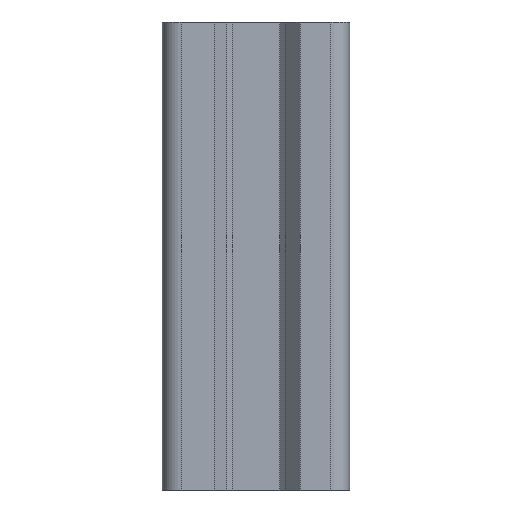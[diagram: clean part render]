
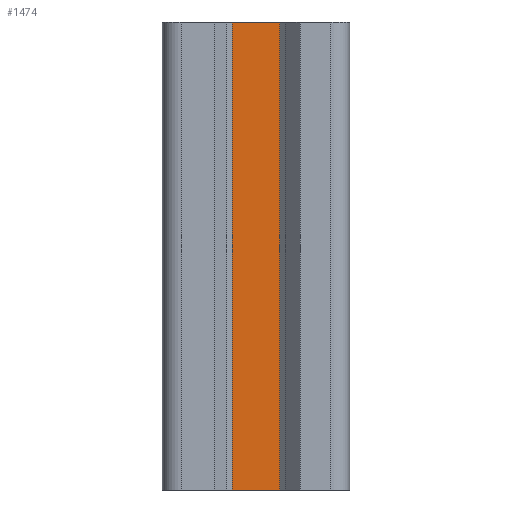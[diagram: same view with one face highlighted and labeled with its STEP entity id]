
A CAD part, left-side view. The second image highlights one B-rep face of the part: STEP entity #1474.
In plain terms, the highlighted planar face has unit normal (-1, 0, 0).
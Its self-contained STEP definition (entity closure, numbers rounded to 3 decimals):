
#80 = EDGE_LOOP ( 'NONE', ( #1170, #808, #1729, #460 ) ) ;
#115 = LINE ( 'NONE', #348, #1560 ) ;
#121 = AXIS2_PLACEMENT_3D ( 'NONE', #287, #1255, #570 ) ;
#287 = CARTESIAN_POINT ( 'NONE',  ( -3.6, 0., 50. ) ) ;
#348 = CARTESIAN_POINT ( 'NONE',  ( -3.6, 0., 0. ) ) ;
#460 = ORIENTED_EDGE ( 'NONE', *, *, #1739, .T. ) ;
#468 = DIRECTION ( 'NONE',  ( 0., -1., 0. ) ) ;
#525 = EDGE_CURVE ( 'NONE', #843, #1014, #992, .T. ) ;
#570 = DIRECTION ( 'NONE',  ( 0., 0., -1. ) ) ;
#674 = LINE ( 'NONE', #1334, #1005 ) ;
#683 = PLANE ( 'NONE',  #121 ) ;
#724 = CARTESIAN_POINT ( 'NONE',  ( -3.6, -2.539, 50. ) ) ;
#808 = ORIENTED_EDGE ( 'NONE', *, *, #525, .F. ) ;
#843 = VERTEX_POINT ( 'NONE', #724 ) ;
#873 = VECTOR ( 'NONE', #468, 1000. ) ;
#875 = EDGE_CURVE ( 'NONE', #1304, #843, #1687, .T. ) ;
#917 = CARTESIAN_POINT ( 'NONE',  ( -3.6, -2.539, 0. ) ) ;
#951 = CARTESIAN_POINT ( 'NONE',  ( -3.6, 2.539, 50. ) ) ;
#963 = EDGE_CURVE ( 'NONE', #1141, #1014, #115, .T. ) ;
#992 = LINE ( 'NONE', #1258, #1524 ) ;
#1005 = VECTOR ( 'NONE', #1342, 1000. ) ;
#1014 = VERTEX_POINT ( 'NONE', #917 ) ;
#1141 = VERTEX_POINT ( 'NONE', #1379 ) ;
#1150 = CARTESIAN_POINT ( 'NONE',  ( -3.6, 0., 50. ) ) ;
#1170 = ORIENTED_EDGE ( 'NONE', *, *, #963, .T. ) ;
#1255 = DIRECTION ( 'NONE',  ( 1., 0., 0. ) ) ;
#1258 = CARTESIAN_POINT ( 'NONE',  ( -3.6, -2.539, 50. ) ) ;
#1302 = DIRECTION ( 'NONE',  ( 0., -1., 0. ) ) ;
#1304 = VERTEX_POINT ( 'NONE', #951 ) ;
#1334 = CARTESIAN_POINT ( 'NONE',  ( -3.6, 2.539, 50. ) ) ;
#1342 = DIRECTION ( 'NONE',  ( 0., 0., -1. ) ) ;
#1379 = CARTESIAN_POINT ( 'NONE',  ( -3.6, 2.539, 0. ) ) ;
#1474 = ADVANCED_FACE ( 'NONE', ( #1676 ), #683, .F. ) ;
#1524 = VECTOR ( 'NONE', #1536, 1000. ) ;
#1536 = DIRECTION ( 'NONE',  ( 0., 0., -1. ) ) ;
#1560 = VECTOR ( 'NONE', #1302, 1000. ) ;
#1676 = FACE_OUTER_BOUND ( 'NONE', #80, .T. ) ;
#1687 = LINE ( 'NONE', #1150, #873 ) ;
#1729 = ORIENTED_EDGE ( 'NONE', *, *, #875, .F. ) ;
#1739 = EDGE_CURVE ( 'NONE', #1304, #1141, #674, .T. ) ;
